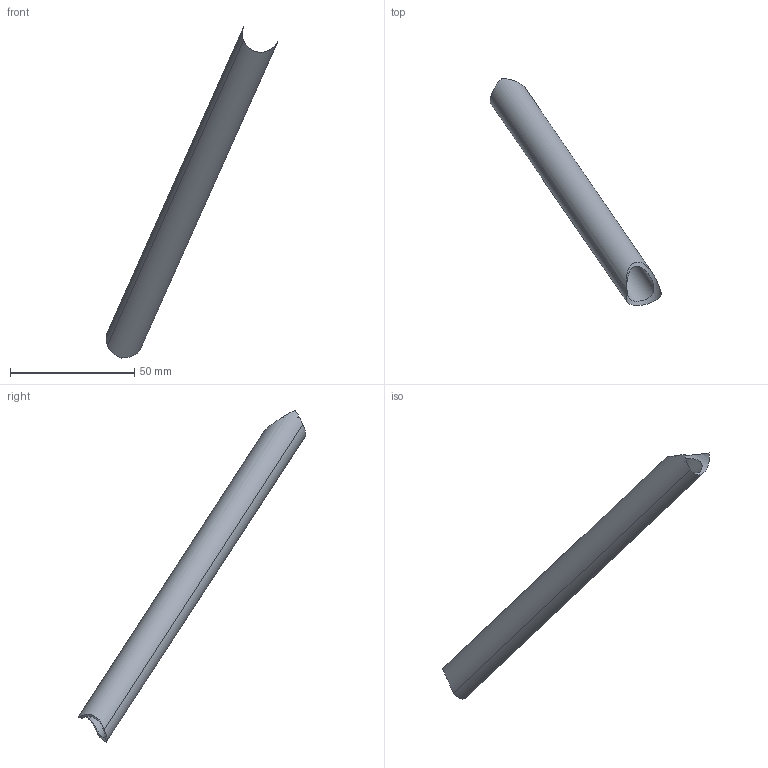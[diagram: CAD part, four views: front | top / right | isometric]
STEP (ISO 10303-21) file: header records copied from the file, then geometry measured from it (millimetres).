
FILE_DESCRIPTION(('STEP AP214'),'1');
FILE_NAME('41.stp','2018-12-06T12:35:06',(' '),(' '),'Spatial InterOp 3D',' ',' ');
FILE_SCHEMA(('automotive_design'));
Length unit declared in the file: metre
Products named in the file (1): Corps1
Bounding box: 69.03 x 91.42 x 133.37 mm (x, y, z)
Volume: 9615.1 mm3; surface area: 13027 mm2
Topology: 1 solids, 1 shells, 12 faces, 39 edges, 28 vertices
Faces by surface type: cylinder 11, plane 1
Entity records: 910 total; most frequent: CARTESIAN_POINT 472, ORIENTED_EDGE 78, DIRECTION 51, EDGE_CURVE 39, VERTEX_POINT 28, B_SPLINE_CURVE_WITH_KNOTS 24, AXIS2_PLACEMENT_3D 23, STYLED_ITEM 13
